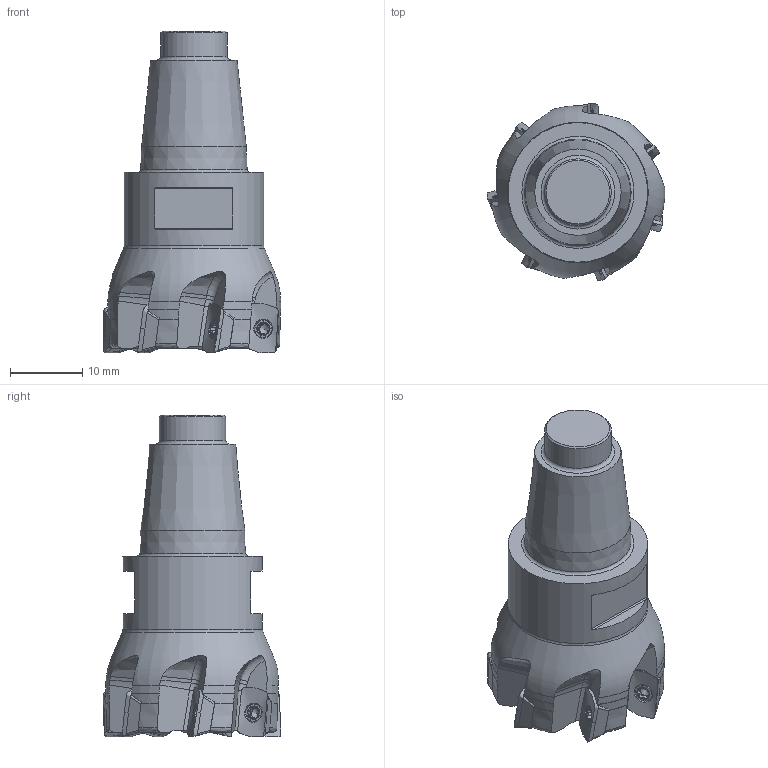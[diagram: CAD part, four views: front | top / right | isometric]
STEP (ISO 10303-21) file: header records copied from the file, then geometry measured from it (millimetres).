
FILE_DESCRIPTION(/* description */ (''),/* implementation_level */ '2;1');
FILE_NAME(/* name */ 'toolassembly_1.stp',/* time_stamp */ '2018-06-28T10:52:37+02:00',/* author */ (''),/* organization */ ('SMS'),/* preprocessor_version */ 'ST-DEVELOPER v15',/* originating_system */ 'SIEMENS PLM Software NX 8.5',/* authorisation */ '');
FILE_SCHEMA (('AUTOMOTIVE_DESIGN { 1 0 10303 214 3 1 1 1 }'));
Length unit declared in the file: millimetre
Products named in the file (4): ASSEMBLY_CONSTRUCTION; CUT_20180628105153; NOCUT_20180628105133; TOOLASSEMBLY_1
Assembly tree (9 placements, depth 2):
  TOOLASSEMBLY_1
    NOCUT_20180628105133
    CUT_20180628105153  x7
    ASSEMBLY_CONSTRUCTION
Bounding box: 24.5 x 24.54 x 44.48 mm (x, y, z)
Volume: 10360.2 mm3; surface area: 4056.2 mm2
Topology: 8 solids, 8 shells, 646 faces, 1823 edges, 1221 vertices
Faces by surface type: plane 220, bspline 112, cone 108, extrusion 84, torus 73, cylinder 48, revolution 1
Full cylindrical faces by diameter (mm): 1.55 x7, 2.05 x7, 2.4 x7, 9.2 x1, 19.3 x1
Entity records: 23682 total; most frequent: CARTESIAN_POINT 10907, ORIENTED_EDGE 2644, DIRECTION 2515, EDGE_CURVE 1322, AXIS2_PLACEMENT_3D 999, VERTEX_POINT 880, EDGE_LOOP 601, ADVANCED_FACE 526
